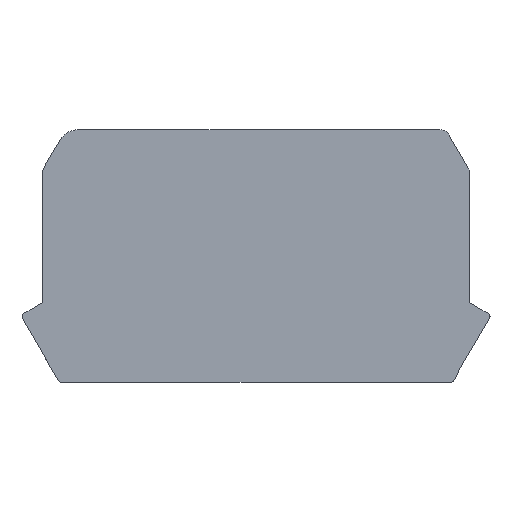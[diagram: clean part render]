
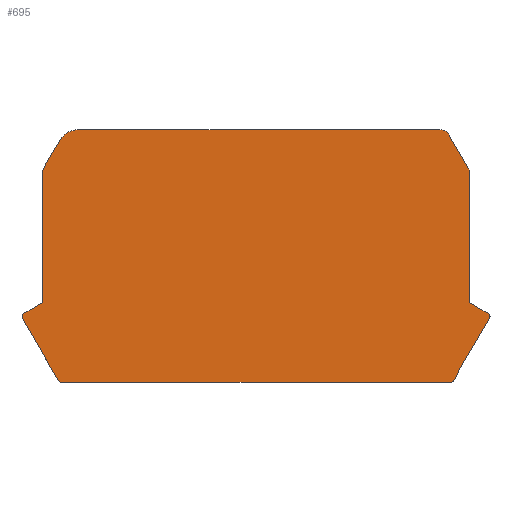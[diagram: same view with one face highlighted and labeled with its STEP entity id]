
A CAD part, top view. The second image highlights one B-rep face of the part: STEP entity #695.
In plain terms, the highlighted free-form (B-spline) face has degree [1, 1] with [2, 2] control points.
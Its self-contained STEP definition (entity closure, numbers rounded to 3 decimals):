
#37=CARTESIAN_POINT('',(96.893,-27.762,-6.687));
#38=VERTEX_POINT('',#37);
#39=CARTESIAN_POINT('',(96.37,-28.073,-6.687));
#40=VERTEX_POINT('',#39);
#41=CARTESIAN_POINT('',(96.893,-27.762,-6.687));
#42=CARTESIAN_POINT('',(96.722,-28.071,-6.687));
#43=CARTESIAN_POINT('',(96.37,-28.073,-6.687));
#44=B_SPLINE_CURVE_WITH_KNOTS('',2,(#41,#42,#43),.UNSPECIFIED.,.F.,.U.,(3,3),(0.,1.),.UNSPECIFIED.);
#45=EDGE_CURVE('',#38,#40,#44,.T.);
#75=CARTESIAN_POINT('',(98.09,-25.556,-6.687));
#76=VERTEX_POINT('',#75);
#77=CARTESIAN_POINT('',(98.09,-25.556,-6.687));
#78=CARTESIAN_POINT('',(96.893,-27.762,-6.687));
#79=B_SPLINE_CURVE_WITH_KNOTS('',1,(#77,#78),.POLYLINE_FORM.,.F.,.U.,(2,2),(0.,1.),.UNSPECIFIED.);
#80=EDGE_CURVE('',#76,#38,#79,.T.);
#103=CARTESIAN_POINT('',(101.725,-19.386,-6.687));
#104=VERTEX_POINT('',#103);
#105=CARTESIAN_POINT('',(101.725,-19.386,-6.687));
#106=CARTESIAN_POINT('',(98.09,-25.556,-6.687));
#107=B_SPLINE_CURVE_WITH_KNOTS('',1,(#105,#106),.POLYLINE_FORM.,.F.,.U.,(2,2),(0.,1.),.UNSPECIFIED.);
#108=EDGE_CURVE('',#104,#76,#107,.T.);
#141=CARTESIAN_POINT('',(101.546,-18.705,-6.687));
#142=VERTEX_POINT('',#141);
#143=CARTESIAN_POINT('',(101.546,-18.705,-6.687));
#144=CARTESIAN_POINT('',(101.978,-18.956,-6.687));
#145=CARTESIAN_POINT('',(101.725,-19.386,-6.687));
#146=(BOUNDED_CURVE()B_SPLINE_CURVE(2,(#143,#144,#145),.CIRCULAR_ARC.,.F.,.U.)B_SPLINE_CURVE_WITH_KNOTS((3,3),(0.,1.),.UNSPECIFIED.)CURVE()GEOMETRIC_REPRESENTATION_ITEM()RATIONAL_B_SPLINE_CURVE((1.,0.705,1.))REPRESENTATION_ITEM(''));
#147=EDGE_CURVE('',#142,#104,#146,.T.);
#171=CARTESIAN_POINT('',(98.998,-17.229,-6.687));
#172=VERTEX_POINT('',#171);
#173=CARTESIAN_POINT('',(98.998,-17.229,-6.687));
#174=CARTESIAN_POINT('',(101.546,-18.705,-6.687));
#175=B_SPLINE_CURVE_WITH_KNOTS('',1,(#173,#174),.POLYLINE_FORM.,.F.,.U.,(2,2),(0.,1.),.UNSPECIFIED.);
#176=EDGE_CURVE('',#172,#142,#175,.T.);
#199=CARTESIAN_POINT('',(98.998,0.426,-6.687));
#200=VERTEX_POINT('',#199);
#201=CARTESIAN_POINT('',(98.998,0.426,-6.687));
#202=CARTESIAN_POINT('',(98.998,-17.229,-6.687));
#203=B_SPLINE_CURVE_WITH_KNOTS('',1,(#201,#202),.POLYLINE_FORM.,.F.,.U.,(2,2),(0.,1.),.UNSPECIFIED.);
#204=EDGE_CURVE('',#200,#172,#203,.T.);
#229=CARTESIAN_POINT('',(98.792,1.182,-6.687));
#230=VERTEX_POINT('',#229);
#231=CARTESIAN_POINT('',(98.792,1.182,-6.687));
#232=CARTESIAN_POINT('',(98.997,0.832,-6.687));
#233=CARTESIAN_POINT('',(98.998,0.426,-6.687));
#234=B_SPLINE_CURVE_WITH_KNOTS('',2,(#231,#232,#233),.UNSPECIFIED.,.F.,.U.,(3,3),(0.,1.),.UNSPECIFIED.);
#235=EDGE_CURVE('',#230,#200,#234,.T.);
#261=CARTESIAN_POINT('',(41.002,0.426,-6.687));
#262=VERTEX_POINT('',#261);
#263=CARTESIAN_POINT('',(41.208,1.182,-6.687));
#264=VERTEX_POINT('',#263);
#265=CARTESIAN_POINT('',(41.002,0.426,-6.687));
#266=CARTESIAN_POINT('',(41.003,0.832,-6.687));
#267=CARTESIAN_POINT('',(41.208,1.182,-6.687));
#268=B_SPLINE_CURVE_WITH_KNOTS('',2,(#265,#266,#267),.UNSPECIFIED.,.F.,.U.,(3,3),(0.,1.),.UNSPECIFIED.);
#269=EDGE_CURVE('',#262,#264,#268,.T.);
#299=CARTESIAN_POINT('',(41.002,-17.229,-6.687));
#300=VERTEX_POINT('',#299);
#301=CARTESIAN_POINT('',(41.002,-17.229,-6.687));
#302=CARTESIAN_POINT('',(41.002,0.426,-6.687));
#303=B_SPLINE_CURVE_WITH_KNOTS('',1,(#301,#302),.POLYLINE_FORM.,.F.,.U.,(2,2),(0.,1.),.UNSPECIFIED.);
#304=EDGE_CURVE('',#300,#262,#303,.T.);
#327=CARTESIAN_POINT('',(38.454,-18.705,-6.687));
#328=VERTEX_POINT('',#327);
#329=CARTESIAN_POINT('',(38.454,-18.705,-6.687));
#330=CARTESIAN_POINT('',(41.002,-17.229,-6.687));
#331=B_SPLINE_CURVE_WITH_KNOTS('',1,(#329,#330),.POLYLINE_FORM.,.F.,.U.,(2,2),(0.,1.),.UNSPECIFIED.);
#332=EDGE_CURVE('',#328,#300,#331,.T.);
#359=CARTESIAN_POINT('',(38.27,-19.376,-6.687));
#360=VERTEX_POINT('',#359);
#361=CARTESIAN_POINT('',(38.27,-19.376,-6.687));
#362=CARTESIAN_POINT('',(38.171,-19.198,-6.687));
#363=CARTESIAN_POINT('',(38.275,-18.812,-6.687));
#364=CARTESIAN_POINT('',(38.454,-18.705,-6.687));
#365=B_SPLINE_CURVE_WITH_KNOTS('',2,(#361,#362,#363,#364),.UNSPECIFIED.,.F.,.U.,(3,1,3),(0.,0.5,1.),.UNSPECIFIED.);
#366=EDGE_CURVE('',#360,#328,#365,.T.);
#479=CARTESIAN_POINT('',(43.63,-28.073,-6.687));
#480=VERTEX_POINT('',#479);
#481=CARTESIAN_POINT('',(43.123,-27.789,-6.687));
#482=VERTEX_POINT('',#481);
#483=CARTESIAN_POINT('',(43.63,-28.073,-6.687));
#484=CARTESIAN_POINT('',(43.297,-28.073,-6.687));
#485=CARTESIAN_POINT('',(43.123,-27.789,-6.687));
#486=(BOUNDED_CURVE()B_SPLINE_CURVE(2,(#483,#484,#485),.CIRCULAR_ARC.,.F.,.U.)B_SPLINE_CURVE_WITH_KNOTS((3,3),(0.,1.),.UNSPECIFIED.)CURVE()GEOMETRIC_REPRESENTATION_ITEM()RATIONAL_B_SPLINE_CURVE((1.,0.872,1.))REPRESENTATION_ITEM(''));
#487=EDGE_CURVE('',#480,#482,#486,.T.);
#508=CARTESIAN_POINT('',(43.123,-27.789,-6.687));
#509=CARTESIAN_POINT('',(38.27,-19.376,-6.687));
#510=B_SPLINE_CURVE_WITH_KNOTS('',1,(#508,#509),.POLYLINE_FORM.,.F.,.U.,(2,2),(0.,1.),.UNSPECIFIED.);
#511=EDGE_CURVE('',#482,#360,#510,.T.);
#524=CARTESIAN_POINT('',(43.346,4.811,-6.687));
#525=VERTEX_POINT('',#524);
#526=CARTESIAN_POINT('',(41.208,1.182,-6.687));
#527=CARTESIAN_POINT('',(43.346,4.811,-6.687));
#528=B_SPLINE_CURVE_WITH_KNOTS('',1,(#526,#527),.POLYLINE_FORM.,.F.,.U.,(2,2),(0.,1.),.UNSPECIFIED.);
#529=EDGE_CURVE('',#264,#525,#528,.T.);
#560=CARTESIAN_POINT('',(45.91,6.277,-6.687));
#561=VERTEX_POINT('',#560);
#562=CARTESIAN_POINT('',(43.346,4.811,-6.687));
#563=CARTESIAN_POINT('',(44.209,6.277,-6.687));
#564=CARTESIAN_POINT('',(45.91,6.277,-6.687));
#565=(BOUNDED_CURVE()B_SPLINE_CURVE(2,(#562,#563,#564),.CIRCULAR_ARC.,.F.,.U.)B_SPLINE_CURVE_WITH_KNOTS((3,3),(0.,1.),.UNSPECIFIED.)CURVE()GEOMETRIC_REPRESENTATION_ITEM()RATIONAL_B_SPLINE_CURVE((1.,0.868,1.))REPRESENTATION_ITEM(''));
#566=EDGE_CURVE('',#525,#561,#565,.T.);
#583=CARTESIAN_POINT('',(94.934,6.277,-6.687));
#584=VERTEX_POINT('',#583);
#585=CARTESIAN_POINT('',(45.91,6.277,-6.687));
#586=CARTESIAN_POINT('',(94.934,6.277,-6.687));
#587=B_SPLINE_CURVE_WITH_KNOTS('',1,(#585,#586),.POLYLINE_FORM.,.F.,.U.,(2,2),(0.,1.),.UNSPECIFIED.);
#588=EDGE_CURVE('',#561,#584,#587,.T.);
#619=CARTESIAN_POINT('',(96.226,5.538,-6.687));
#620=VERTEX_POINT('',#619);
#621=CARTESIAN_POINT('',(94.934,6.277,-6.687));
#622=CARTESIAN_POINT('',(95.791,6.277,-6.687));
#623=CARTESIAN_POINT('',(96.226,5.538,-6.687));
#624=(BOUNDED_CURVE()B_SPLINE_CURVE(2,(#621,#622,#623),.CIRCULAR_ARC.,.F.,.U.)B_SPLINE_CURVE_WITH_KNOTS((3,3),(0.,1.),.UNSPECIFIED.)CURVE()GEOMETRIC_REPRESENTATION_ITEM()RATIONAL_B_SPLINE_CURVE((1.,0.868,1.))REPRESENTATION_ITEM(''));
#625=EDGE_CURVE('',#584,#620,#624,.T.);
#642=CARTESIAN_POINT('',(96.226,5.538,-6.687));
#643=CARTESIAN_POINT('',(98.792,1.182,-6.687));
#644=B_SPLINE_CURVE_WITH_KNOTS('',1,(#642,#643),.POLYLINE_FORM.,.F.,.U.,(2,2),(0.,1.),.UNSPECIFIED.);
#645=EDGE_CURVE('',#620,#230,#644,.T.);
#658=CARTESIAN_POINT('',(96.37,-28.073,-6.687));
#659=CARTESIAN_POINT('',(43.63,-28.073,-6.687));
#660=B_SPLINE_CURVE_WITH_KNOTS('',1,(#658,#659),.POLYLINE_FORM.,.F.,.U.,(2,2),(0.,1.),.UNSPECIFIED.);
#661=EDGE_CURVE('',#40,#480,#660,.T.);
#669=CARTESIAN_POINT('',(33.83,25.253,-6.687));
#670=CARTESIAN_POINT('',(106.134,25.253,-6.687));
#671=CARTESIAN_POINT('',(33.83,-47.05,-6.687));
#672=CARTESIAN_POINT('',(106.134,-47.05,-6.687));
#673=B_SPLINE_SURFACE_WITH_KNOTS('',1,1,((#669,#670),(#671,#672)),.PLANE_SURF.,.F.,.F.,.U.,(2,2),(2,2),(0.,1.),(0.,1.),.UNSPECIFIED.);
#674=ORIENTED_EDGE('',*,*,#661,.F.);
#675=ORIENTED_EDGE('',*,*,#45,.F.);
#676=ORIENTED_EDGE('',*,*,#80,.F.);
#677=ORIENTED_EDGE('',*,*,#108,.F.);
#678=ORIENTED_EDGE('',*,*,#147,.F.);
#679=ORIENTED_EDGE('',*,*,#176,.F.);
#680=ORIENTED_EDGE('',*,*,#204,.F.);
#681=ORIENTED_EDGE('',*,*,#235,.F.);
#682=ORIENTED_EDGE('',*,*,#645,.F.);
#683=ORIENTED_EDGE('',*,*,#625,.F.);
#684=ORIENTED_EDGE('',*,*,#588,.F.);
#685=ORIENTED_EDGE('',*,*,#566,.F.);
#686=ORIENTED_EDGE('',*,*,#529,.F.);
#687=ORIENTED_EDGE('',*,*,#269,.F.);
#688=ORIENTED_EDGE('',*,*,#304,.F.);
#689=ORIENTED_EDGE('',*,*,#332,.F.);
#690=ORIENTED_EDGE('',*,*,#366,.F.);
#691=ORIENTED_EDGE('',*,*,#511,.F.);
#692=ORIENTED_EDGE('',*,*,#487,.F.);
#693=EDGE_LOOP('',(#674,#675,#676,#677,#678,#679,#680,#681,#682,#683,#684,#685,#686,#687,#688,#689,#690,#691,#692));
#694=FACE_OUTER_BOUND('',#693,.T.);
#695=ADVANCED_FACE('',(#694),#673,.T.);
